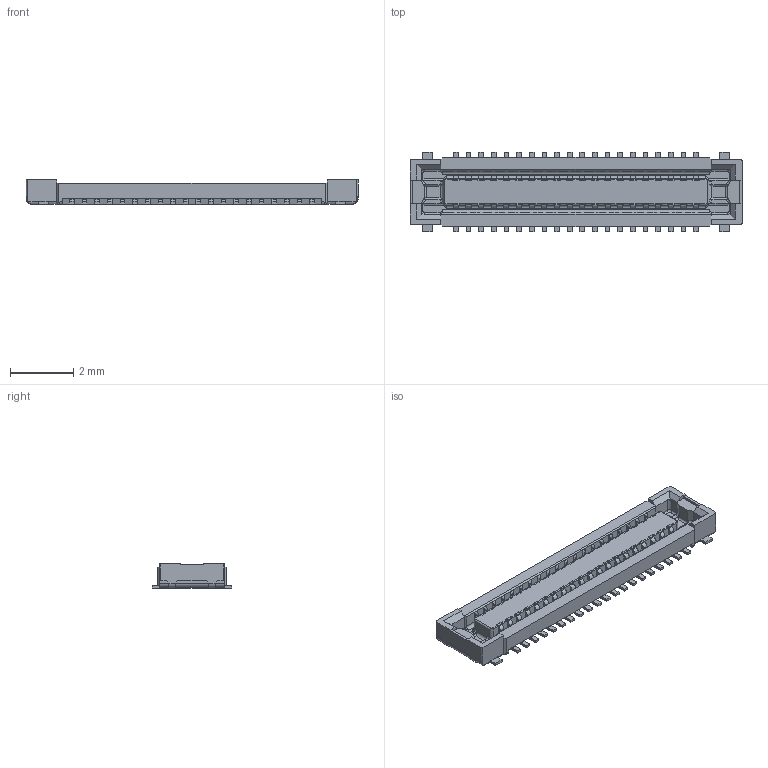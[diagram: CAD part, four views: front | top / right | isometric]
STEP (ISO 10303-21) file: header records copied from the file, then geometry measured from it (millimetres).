
FILE_DESCRIPTION((''),'2;1');
FILE_NAME('AXE540127','2020-10-13T',('admin'),(''),'PRO/ENGINEER BY PARAMETRIC TECHNOLOGY CORPORATION, 2010280','PRO/ENGINEER BY PARAMETRIC TECHNOLOGY CORPORATION, 2010280','');
FILE_SCHEMA(('CONFIG_CONTROL_DESIGN','SHAPE_APPEARANCE_LAYERS_GROUPS'));
Length unit declared in the file: millimetre
Products named in the file (1): AXE540127
Bounding box: 10.5 x 2.5 x 0.77 mm (x, y, z)
Volume: 11.8 mm3; surface area: 92 mm2
Topology: 1 solids, 1 shells, 1426 faces, 3836 edges, 2452 vertices
Faces by surface type: plane 1108, cylinder 302, bspline 8, torus 4, cone 4
Entity records: 59378 total; most frequent: CARTESIAN_POINT 8587, ORIENTED_EDGE 7672, DIRECTION 7170, PRESENTATION_STYLE_ASSIGNMENT 4325, STYLED_ITEM 3837, CURVE_STYLE 3836, EDGE_CURVE 3836, VECTOR 2942
